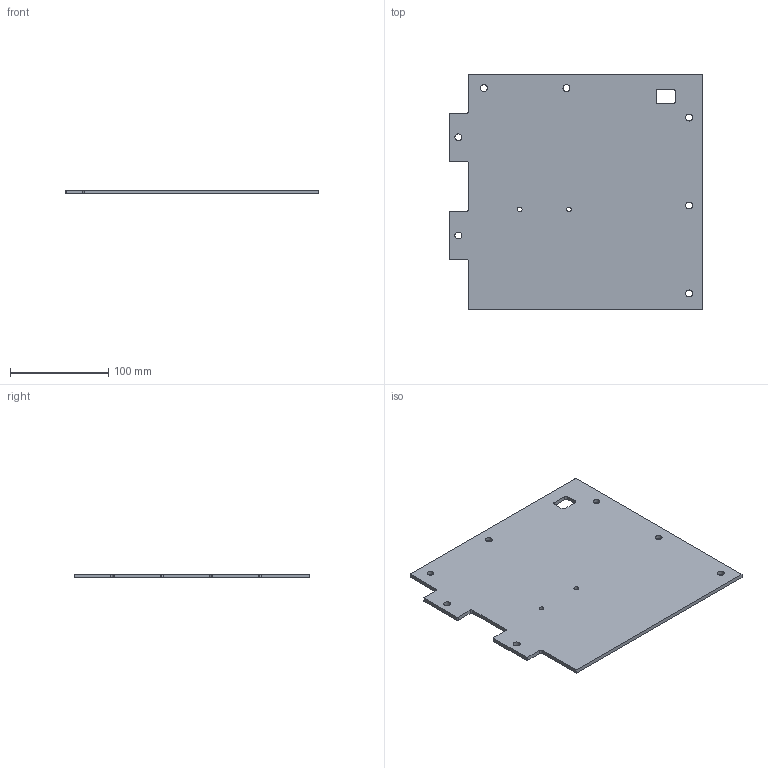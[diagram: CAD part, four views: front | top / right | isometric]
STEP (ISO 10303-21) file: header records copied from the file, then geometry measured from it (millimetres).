
FILE_DESCRIPTION(/* description */ (''),/* implementation_level */ '2;1');
FILE_NAME(/* name */ 'panel_electronics_split_300_top_right.step',/* time_stamp */ '2023-03-22T12:08:24Z',/* author */ (''),/* organization */ (''),/* preprocessor_version */ 'ST-DEVELOPER v19.2',/* originating_system */ 'Autodesk Translation Framework v11.17.0.187',/* authorisation */ '');
FILE_SCHEMA (('AUTOMOTIVE_DESIGN { 1 0 10303 214 3 1 1 }'));
Length unit declared in the file: inch
Products named in the file (1): TR
Bounding box: 258.5 x 239.5 x 4 mm (x, y, z)
Volume: 233965.2 mm3; surface area: 122098.8 mm2
Topology: 1 solids, 1 shells, 40 faces, 114 edges, 76 vertices
Faces by surface type: cylinder 22, plane 18
Full cylindrical faces by diameter (mm): 4.8 x2, 7 x7
Entity records: 1397 total; most frequent: DIRECTION 240, CARTESIAN_POINT 231, ORIENTED_EDGE 228, EDGE_CURVE 114, AXIS2_PLACEMENT_3D 85, VERTEX_POINT 76, LINE 70, VECTOR 70
